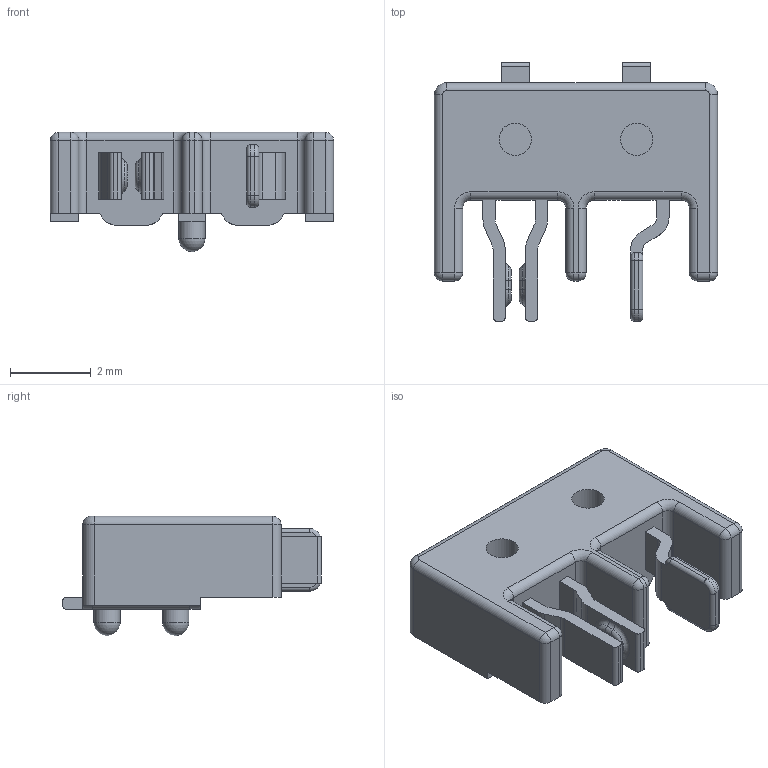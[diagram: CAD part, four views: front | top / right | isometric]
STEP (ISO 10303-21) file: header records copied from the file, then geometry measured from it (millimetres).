
FILE_DESCRIPTION(/* description */ ('STEP AP242','CAx-IF Rec.Pracs.---Representation and Presentation of Product Manufacturing Information (PMI)---4.0---2014-10-13','CAx-IF Rec.Pracs.---3D Tessellated Geometry---0.4---2014-09-14','2;1','CAx-IF Rec.Pracs.---User Defined Attributes---1.5---2016-08-15'),/* implementation_level */ '2;1');
FILE_NAME(/* name */ '6916de0679eb23268546b92b',/* time_stamp */ '2025-11-14T07:45:11Z',/* author */ (''),/* organization */ (''),/* preprocessor_version */ 'ST-DEVELOPER v20',/* originating_system */ 'ONSHAPE BY PTC INC, 1.206',/* authorisation */ ' ');
FILE_SCHEMA (('AP242_MANAGED_MODEL_BASED_3D_ENGINEERING_MIM_LF { 1 0 10303 442 1 1 4 }'));
Length unit declared in the file: metre
Products named in the file (5): 2213611-1; male_pin; body; bottom_pin; female_pin
Assembly tree (6 placements, depth 2):
  2213611-1
    male_pin
    body
    bottom_pin  x2
    female_pin  x2
Bounding box: 7 x 6.4 x 2.95 mm (x, y, z)
Volume: 54.4 mm3; surface area: 181.4 mm2
Topology: 6 solids, 6 shells, 219 faces, 548 edges, 340 vertices
Faces by surface type: plane 115, cylinder 74, torus 22, sphere 8
Full cylindrical faces by diameter (mm): 0.65 x2, 0.8 x2
Entity records: 5436 total; most frequent: DIRECTION 974, CARTESIAN_POINT 909, ORIENTED_EDGE 884, EDGE_CURVE 442, AXIS2_PLACEMENT_3D 343, LINE 288, VECTOR 288, VERTEX_POINT 278
